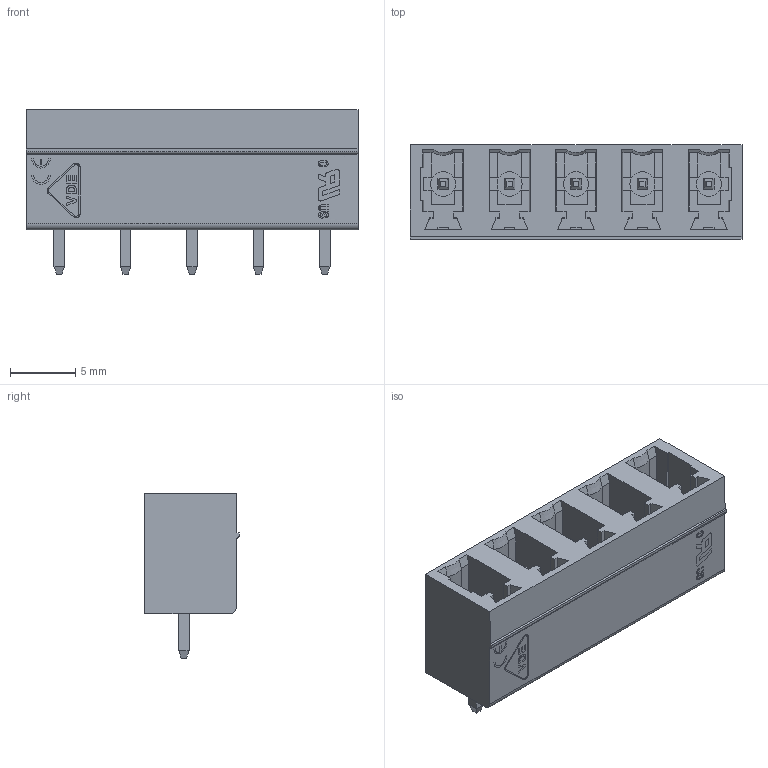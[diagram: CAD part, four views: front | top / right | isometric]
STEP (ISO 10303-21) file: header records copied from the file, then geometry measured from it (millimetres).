
FILE_DESCRIPTION (( 'STEP AP214' ), '1' );
FILE_NAME ('User Library-15EDGVC-5.08-05P-1Y-00A(H).STEP', '2021-03-14T13:56:33', ( '' ), ( '' ), 'SwSTEP 2.0', 'SolidWorks 2020', '' );
FILE_SCHEMA (( 'AUTOMOTIVE_DESIGN' ));
Length unit declared in the file: millimetre
Products named in the file (1): User Library-15EDGVC-5.08-05P-1Y-00A(H)
Bounding box: 25.4 x 7.24 x 12.6 mm (x, y, z)
Volume: 995 mm3; surface area: 2140.9 mm2
Topology: 6 solids, 6 shells, 763 faces, 2037 edges, 1333 vertices
Faces by surface type: plane 596, bspline 119, cylinder 43, cone 5
Entity records: 24601 total; most frequent: CARTESIAN_POINT 5939, ORIENTED_EDGE 4074, DIRECTION 3170, EDGE_CURVE 2037, LINE 1698, VECTOR 1698, VERTEX_POINT 1333, EDGE_LOOP 820
